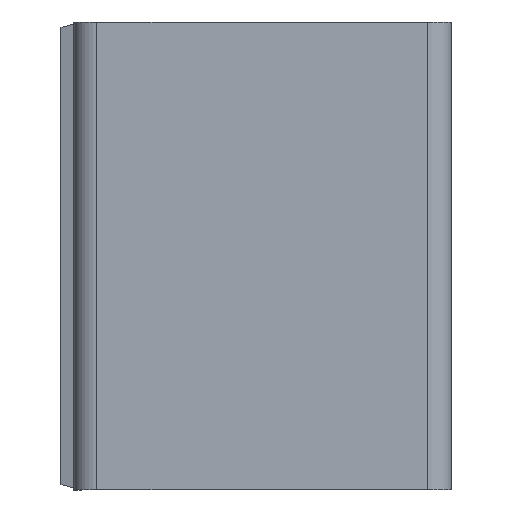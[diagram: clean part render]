
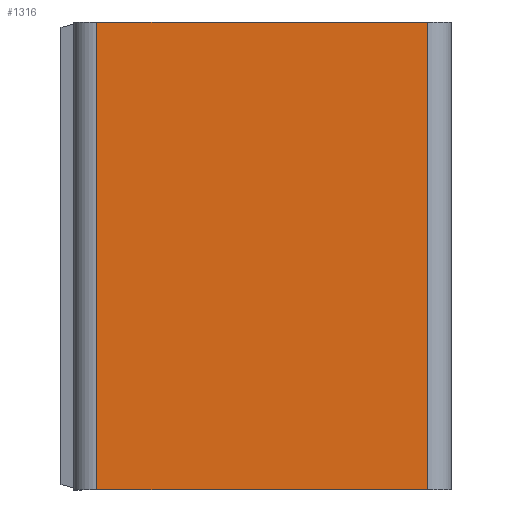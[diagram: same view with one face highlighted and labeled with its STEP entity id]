
A CAD part, left-side view. The second image highlights one B-rep face of the part: STEP entity #1316.
In plain terms, the highlighted planar face has unit normal (-1, 0, 0).
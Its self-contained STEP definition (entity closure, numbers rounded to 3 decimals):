
#117 = LINE ( 'NONE', #1622, #434 ) ;
#345 = AXIS2_PLACEMENT_3D ( 'NONE', #4840, #1041, #1968 ) ;
#434 = VECTOR ( 'NONE', #4490, 1000. ) ;
#630 = EDGE_LOOP ( 'NONE', ( #726, #2148, #3538, #5760 ) ) ;
#726 = ORIENTED_EDGE ( 'NONE', *, *, #1017, .F. ) ;
#1017 = EDGE_CURVE ( 'NONE', #6115, #5239, #117, .T. ) ;
#1041 = DIRECTION ( 'NONE',  ( -1., 0., 0. ) ) ;
#1056 = CARTESIAN_POINT ( 'NONE',  ( -0.3, 0.222, -0.15 ) ) ;
#1262 = EDGE_CURVE ( 'NONE', #2084, #2959, #1376, .T. ) ;
#1316 = ADVANCED_FACE ( 'NONE', ( #5853 ), #3886, .T. ) ;
#1376 = LINE ( 'NONE', #4774, #1835 ) ;
#1472 = DIRECTION ( 'NONE',  ( 0., 0., 1. ) ) ;
#1622 = CARTESIAN_POINT ( 'NONE',  ( -0.3, 0.232, 0.15 ) ) ;
#1835 = VECTOR ( 'NONE', #4901, 1000. ) ;
#1968 = DIRECTION ( 'NONE',  ( 0., 0., -1. ) ) ;
#2084 = VERTEX_POINT ( 'NONE', #3681 ) ;
#2099 = LINE ( 'NONE', #2195, #4401 ) ;
#2148 = ORIENTED_EDGE ( 'NONE', *, *, #4155, .F. ) ;
#2195 = CARTESIAN_POINT ( 'NONE',  ( -0.3, 0.01, 0.15 ) ) ;
#2711 = CARTESIAN_POINT ( 'NONE',  ( -0.3, 0.01, 0.15 ) ) ;
#2959 = VERTEX_POINT ( 'NONE', #1056 ) ;
#3413 = CARTESIAN_POINT ( 'NONE',  ( -0.3, 0.222, -0.15 ) ) ;
#3538 = ORIENTED_EDGE ( 'NONE', *, *, #1262, .F. ) ;
#3681 = CARTESIAN_POINT ( 'NONE',  ( -0.3, 0.01, -0.15 ) ) ;
#3886 = PLANE ( 'NONE',  #345 ) ;
#3949 = EDGE_CURVE ( 'NONE', #5239, #2084, #2099, .T. ) ;
#4155 = EDGE_CURVE ( 'NONE', #2959, #6115, #5817, .T. ) ;
#4401 = VECTOR ( 'NONE', #5596, 1000. ) ;
#4490 = DIRECTION ( 'NONE',  ( 0., -1., 0. ) ) ;
#4774 = CARTESIAN_POINT ( 'NONE',  ( -0.3, 0.232, -0.15 ) ) ;
#4840 = CARTESIAN_POINT ( 'NONE',  ( -0.3, 0., 0. ) ) ;
#4901 = DIRECTION ( 'NONE',  ( 0., 1., 0. ) ) ;
#5239 = VERTEX_POINT ( 'NONE', #2711 ) ;
#5596 = DIRECTION ( 'NONE',  ( 0., 0., -1. ) ) ;
#5603 = CARTESIAN_POINT ( 'NONE',  ( -0.3, 0.222, 0.15 ) ) ;
#5724 = VECTOR ( 'NONE', #1472, 1000. ) ;
#5760 = ORIENTED_EDGE ( 'NONE', *, *, #3949, .F. ) ;
#5817 = LINE ( 'NONE', #3413, #5724 ) ;
#5853 = FACE_OUTER_BOUND ( 'NONE', #630, .T. ) ;
#6115 = VERTEX_POINT ( 'NONE', #5603 ) ;
